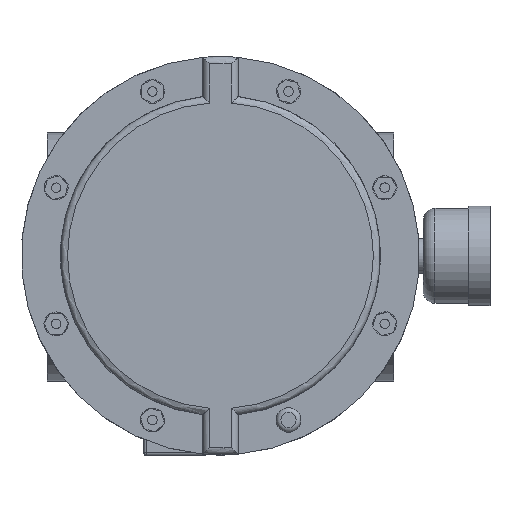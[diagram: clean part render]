
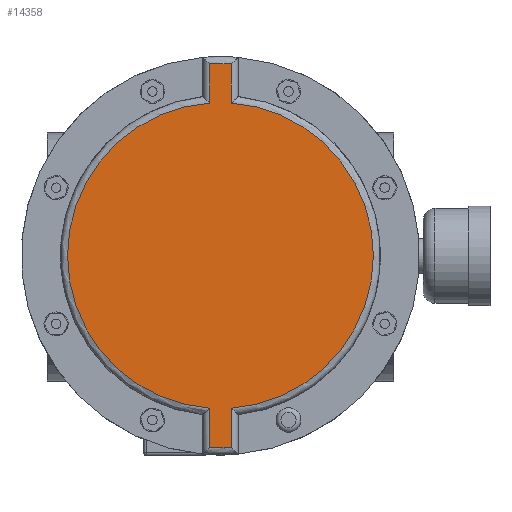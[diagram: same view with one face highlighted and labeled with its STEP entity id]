
A CAD part, top view. The second image highlights one B-rep face of the part: STEP entity #14358.
In plain terms, the highlighted planar face has unit normal (0, 0, 1).
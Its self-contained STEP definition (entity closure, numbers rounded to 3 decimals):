
#1070=LINE('',#22396,#2350);
#1072=LINE('',#22468,#2352);
#1075=LINE('',#22474,#2355);
#1077=LINE('',#22510,#2357);
#2350=VECTOR('',#17270,16.532);
#2352=VECTOR('',#17286,16.532);
#2355=VECTOR('',#17291,16.532);
#2357=VECTOR('',#17301,16.532);
#3497=FACE_OUTER_BOUND('',#4439,.T.);
#4439=EDGE_LOOP('',(#10218,#10219,#10220,#10221,#10222,#10223,#10224,#10225));
#5459=CIRCLE('',#15335,64.5);
#5460=CIRCLE('',#15338,81.);
#5463=CIRCLE('',#15342,64.5);
#5465=CIRCLE('',#15347,81.);
#6264=VERTEX_POINT('',#22363);
#6265=VERTEX_POINT('',#22378);
#6266=VERTEX_POINT('',#22395);
#6268=VERTEX_POINT('',#22414);
#6272=VERTEX_POINT('',#22436);
#6273=VERTEX_POINT('',#22451);
#6275=VERTEX_POINT('',#22473);
#6277=VERTEX_POINT('',#22492);
#7755=EDGE_CURVE('',#6264,#6265,#5459,.T.);
#7757=EDGE_CURVE('',#6265,#6266,#1070,.T.);
#7760=EDGE_CURVE('',#6266,#6268,#5460,.T.);
#7765=EDGE_CURVE('',#6272,#6273,#5463,.T.);
#7767=EDGE_CURVE('',#6268,#6272,#1072,.T.);
#7770=EDGE_CURVE('',#6273,#6275,#1075,.T.);
#7773=EDGE_CURVE('',#6275,#6277,#5465,.T.);
#7776=EDGE_CURVE('',#6277,#6264,#1077,.T.);
#10218=ORIENTED_EDGE('',*,*,#7765,.F.);
#10219=ORIENTED_EDGE('',*,*,#7767,.F.);
#10220=ORIENTED_EDGE('',*,*,#7760,.F.);
#10221=ORIENTED_EDGE('',*,*,#7757,.F.);
#10222=ORIENTED_EDGE('',*,*,#7755,.F.);
#10223=ORIENTED_EDGE('',*,*,#7776,.F.);
#10224=ORIENTED_EDGE('',*,*,#7773,.F.);
#10225=ORIENTED_EDGE('',*,*,#7770,.F.);
#13703=PLANE('',#15357);
#14358=ADVANCED_FACE('',(#3497),#13703,.T.);
#15335=AXIS2_PLACEMENT_3D('',#22379,#17266,#17267);
#15338=AXIS2_PLACEMENT_3D('',#22415,#17274,#17275);
#15342=AXIS2_PLACEMENT_3D('',#22452,#17282,#17283);
#15347=AXIS2_PLACEMENT_3D('',#22493,#17296,#17297);
#15357=AXIS2_PLACEMENT_3D('',#22536,#17327,#17328);
#17266=DIRECTION('center_axis',(0.,0.,-1.));
#17267=DIRECTION('ref_axis',(-1.,0.,0.));
#17270=DIRECTION('',(0.,1.,0.));
#17274=DIRECTION('center_axis',(0.,0.,-1.));
#17275=DIRECTION('ref_axis',(0.,1.,0.));
#17282=DIRECTION('center_axis',(0.,0.,-1.));
#17283=DIRECTION('ref_axis',(1.,0.,0.));
#17286=DIRECTION('',(0.,-1.,0.));
#17291=DIRECTION('',(0.,-1.,0.));
#17296=DIRECTION('center_axis',(0.,0.,-1.));
#17297=DIRECTION('ref_axis',(0.,-1.,0.));
#17301=DIRECTION('',(0.,1.,0.));
#17327=DIRECTION('center_axis',(0.,0.,1.));
#17328=DIRECTION('ref_axis',(1.,0.,0.));
#22363=CARTESIAN_POINT('',(-4.5,-64.343,364.));
#22378=CARTESIAN_POINT('',(-4.5,64.343,364.));
#22379=CARTESIAN_POINT('Origin',(0.,0.,364.));
#22395=CARTESIAN_POINT('',(-4.5,80.875,364.));
#22396=CARTESIAN_POINT('',(-4.5,0.,364.));
#22414=CARTESIAN_POINT('',(4.5,80.875,364.));
#22415=CARTESIAN_POINT('Origin',(0.,0.,364.));
#22436=CARTESIAN_POINT('',(4.5,64.343,364.));
#22451=CARTESIAN_POINT('',(4.5,-64.343,364.));
#22452=CARTESIAN_POINT('Origin',(0.,0.,364.));
#22468=CARTESIAN_POINT('',(4.5,0.,364.));
#22473=CARTESIAN_POINT('',(4.5,-80.875,364.));
#22474=CARTESIAN_POINT('',(4.5,0.,364.));
#22492=CARTESIAN_POINT('',(-4.5,-80.875,364.));
#22493=CARTESIAN_POINT('Origin',(0.,0.,364.));
#22510=CARTESIAN_POINT('',(-4.5,0.,364.));
#22536=CARTESIAN_POINT('Origin',(0.,0.,
364.));
